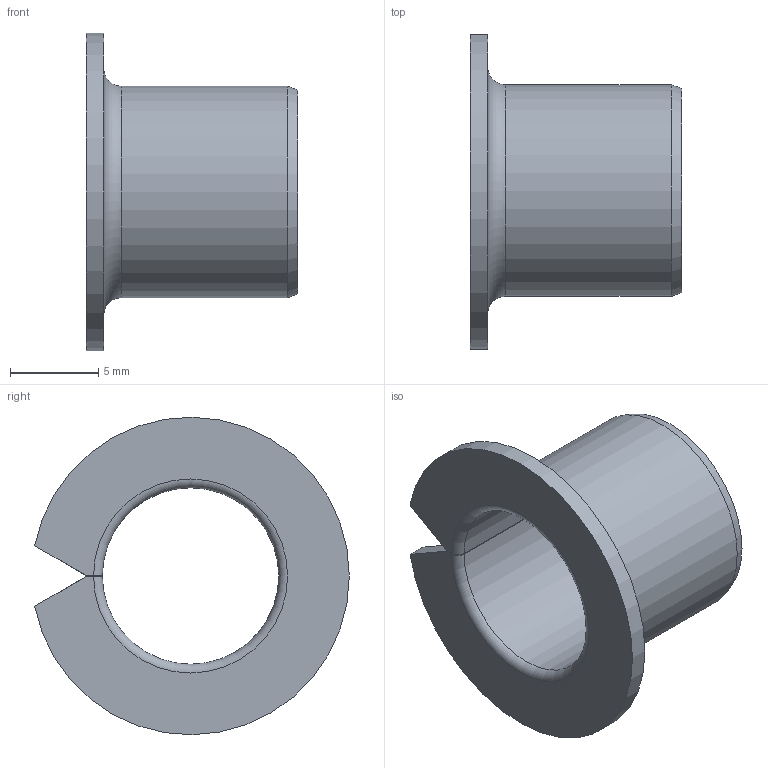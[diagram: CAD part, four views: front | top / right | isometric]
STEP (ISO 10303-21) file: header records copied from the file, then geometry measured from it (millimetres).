
FILE_DESCRIPTION( ( 'STEP AP214' ), '1' );
FILE_NAME( '23731-01001212.stp', '2019-10-24T10:39:39', ( '' ), ( '' ), ' ', 'PARTsolutions', ' ' );
FILE_SCHEMA( ( 'AUTOMOTIVE_DESIGN { 1 0 10303 214 1 1 1 1 }' ) );
Length unit declared in the file: millimetre
Products named in the file (1): _23731-01001212
Bounding box: 12 x 17.84 x 18 mm (x, y, z)
Volume: 551.7 mm3; surface area: 1178.3 mm2
Topology: 1 solids, 1 shells, 14 faces, 36 edges, 24 vertices
Faces by surface type: plane 7, cylinder 3, cone 2, torus 2
Entity records: 584 total; most frequent: CARTESIAN_POINT 121, ORIENTED_EDGE 72, DIRECTION 66, EDGE_CURVE 36, AXIS2_PLACEMENT_3D 25, VERTEX_POINT 24, LINE 16, VECTOR 16
